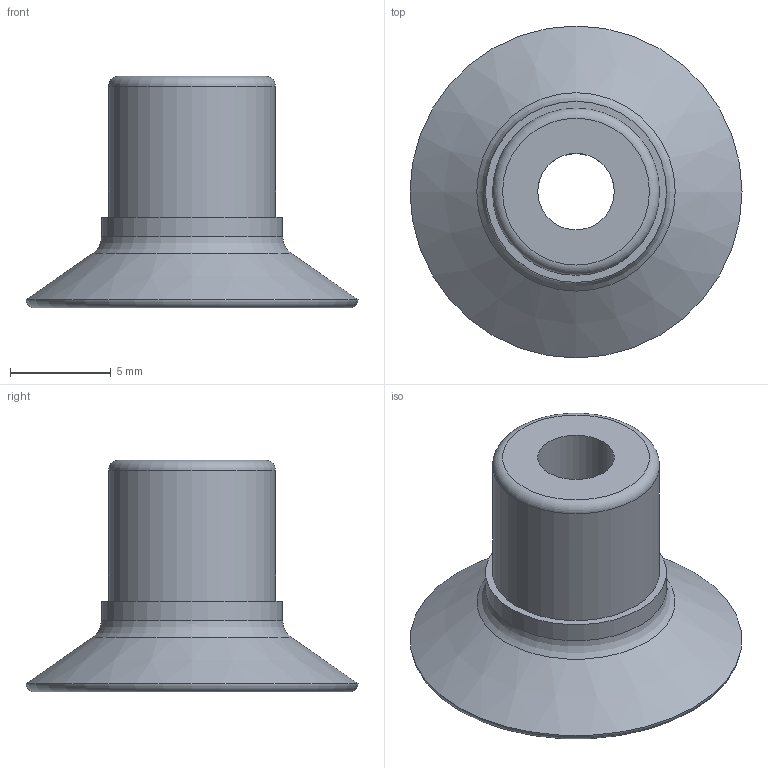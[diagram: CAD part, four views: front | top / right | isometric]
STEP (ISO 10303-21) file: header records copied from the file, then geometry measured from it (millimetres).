
FILE_DESCRIPTION( ( 'PIAB ISM' ), '1' );
FILE_NAME( 'PIAB_ISM_3150118.stp', 'Unknown', ( 'MaK' ), ( 'FALUTEKNIK AB' ), 'XStep 1.0', 'Solid Edge V15', ' ' );
FILE_SCHEMA( ( 'CONFIG_CONTROL_DESIGN' ) );
Length unit declared in the file: millimetre
Products named in the file (1): 1
Bounding box: 16.5 x 16.5 x 11.5 mm (x, y, z)
Volume: 552.7 mm3; surface area: 807.6 mm2
Topology: 1 solids, 1 shells, 13 faces, 23 edges, 13 vertices
Faces by surface type: torus 4, cylinder 3, plane 3, cone 3
Full cylindrical faces by diameter (mm): 3.8 x1, 8.3 x1, 9 x1
Entity records: 313 total; most frequent: DIRECTION 54, CARTESIAN_POINT 40, AXIS2_PLACEMENT_3D 27, EDGE_LOOP 26, ORIENTED_EDGE 26, FACE_OUTER_BOUND 20, ADVANCED_FACE 13, EDGE_CURVE 13
